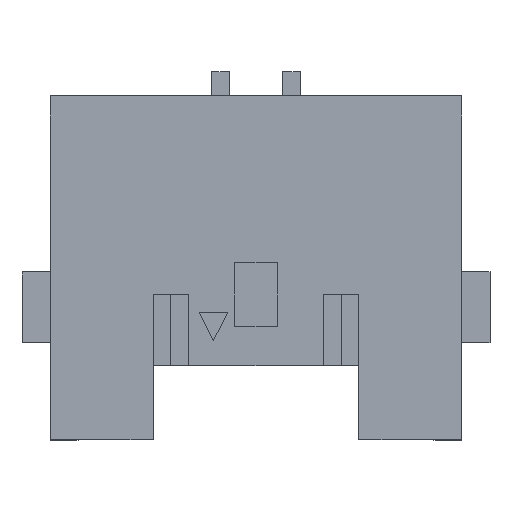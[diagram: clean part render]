
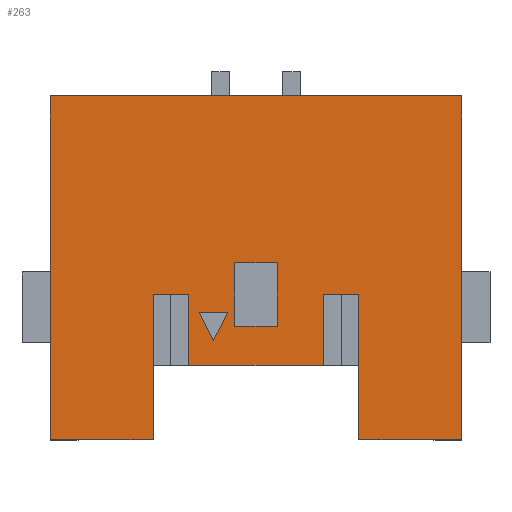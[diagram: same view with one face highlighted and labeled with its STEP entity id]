
A CAD part, top view. The second image highlights one B-rep face of the part: STEP entity #263.
In plain terms, the highlighted planar face has unit normal (0, 0, 1).
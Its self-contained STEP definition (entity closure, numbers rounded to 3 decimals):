
#263=ADVANCED_FACE('',(#563,#564,#565),#429,.T.);
#429=PLANE('',#3455);
#563=FACE_BOUND('',#592,.T.);
#564=FACE_BOUND('',#593,.T.);
#565=FACE_BOUND('',#594,.T.);
#592=EDGE_LOOP('',(#882,#883,#884));
#593=EDGE_LOOP('',(#885,#886,#887,#888));
#594=EDGE_LOOP('',(#889,#890,#891,#892,#893,#894,#895,#896,#897,#898,#899,
#900));
#882=ORIENTED_EDGE('',*,*,#2157,.F.);
#883=ORIENTED_EDGE('',*,*,#2158,.F.);
#884=ORIENTED_EDGE('',*,*,#2159,.F.);
#885=ORIENTED_EDGE('',*,*,#2160,.F.);
#886=ORIENTED_EDGE('',*,*,#2161,.F.);
#887=ORIENTED_EDGE('',*,*,#2162,.F.);
#888=ORIENTED_EDGE('',*,*,#2163,.F.);
#889=ORIENTED_EDGE('',*,*,#2164,.F.);
#890=ORIENTED_EDGE('',*,*,#2165,.F.);
#891=ORIENTED_EDGE('',*,*,#2166,.F.);
#892=ORIENTED_EDGE('',*,*,#2167,.F.);
#893=ORIENTED_EDGE('',*,*,#2168,.F.);
#894=ORIENTED_EDGE('',*,*,#2169,.F.);
#895=ORIENTED_EDGE('',*,*,#2170,.F.);
#896=ORIENTED_EDGE('',*,*,#2132,.F.);
#897=ORIENTED_EDGE('',*,*,#2122,.F.);
#898=ORIENTED_EDGE('',*,*,#2171,.T.);
#899=ORIENTED_EDGE('',*,*,#2114,.T.);
#900=ORIENTED_EDGE('',*,*,#2127,.F.);
#1785=VERTEX_POINT('',#4644);
#1786=VERTEX_POINT('',#4646);
#1789=VERTEX_POINT('',#4653);
#1793=VERTEX_POINT('',#4661);
#1797=VERTEX_POINT('',#4671);
#1800=VERTEX_POINT('',#4681);
#1821=VERTEX_POINT('',#4730);
#1822=VERTEX_POINT('',#4731);
#1823=VERTEX_POINT('',#4733);
#1824=VERTEX_POINT('',#4736);
#1825=VERTEX_POINT('',#4737);
#1826=VERTEX_POINT('',#4739);
#1827=VERTEX_POINT('',#4741);
#1828=VERTEX_POINT('',#4744);
#1829=VERTEX_POINT('',#4746);
#1830=VERTEX_POINT('',#4748);
#1831=VERTEX_POINT('',#4750);
#1832=VERTEX_POINT('',#4752);
#1833=VERTEX_POINT('',#4754);
#2114=EDGE_CURVE('',#1786,#1785,#2601,.T.);
#2122=EDGE_CURVE('',#1793,#1789,#2609,.T.);
#2127=EDGE_CURVE('',#1797,#1785,#2614,.T.);
#2132=EDGE_CURVE('',#1789,#1800,#2619,.T.);
#2157=EDGE_CURVE('',#1821,#1822,#2644,.T.);
#2158=EDGE_CURVE('',#1823,#1821,#2645,.T.);
#2159=EDGE_CURVE('',#1822,#1823,#2646,.T.);
#2160=EDGE_CURVE('',#1824,#1825,#2647,.T.);
#2161=EDGE_CURVE('',#1826,#1824,#2648,.T.);
#2162=EDGE_CURVE('',#1827,#1826,#2649,.T.);
#2163=EDGE_CURVE('',#1825,#1827,#2650,.T.);
#2164=EDGE_CURVE('',#1828,#1797,#2651,.T.);
#2165=EDGE_CURVE('',#1829,#1828,#2652,.T.);
#2166=EDGE_CURVE('',#1830,#1829,#2653,.T.);
#2167=EDGE_CURVE('',#1831,#1830,#2654,.T.);
#2168=EDGE_CURVE('',#1832,#1831,#2655,.T.);
#2169=EDGE_CURVE('',#1833,#1832,#2656,.T.);
#2170=EDGE_CURVE('',#1800,#1833,#2657,.T.);
#2171=EDGE_CURVE('',#1793,#1786,#2658,.T.);
#2601=LINE('',#4645,#3056);
#2609=LINE('',#4662,#3064);
#2614=LINE('',#4672,#3069);
#2619=LINE('',#4680,#3074);
#2644=LINE('',#4729,#3099);
#2645=LINE('',#4732,#3100);
#2646=LINE('',#4734,#3101);
#2647=LINE('',#4735,#3102);
#2648=LINE('',#4738,#3103);
#2649=LINE('',#4740,#3104);
#2650=LINE('',#4742,#3105);
#2651=LINE('',#4743,#3106);
#2652=LINE('',#4745,#3107);
#2653=LINE('',#4747,#3108);
#2654=LINE('',#4749,#3109);
#2655=LINE('',#4751,#3110);
#2656=LINE('',#4753,#3111);
#2657=LINE('',#4755,#3112);
#2658=LINE('',#4756,#3113);
#3056=VECTOR('',#3738,1.);
#3064=VECTOR('',#3748,1.);
#3069=VECTOR('',#3755,1.);
#3074=VECTOR('',#3762,1.);
#3099=VECTOR('',#3793,1.);
#3100=VECTOR('',#3794,1.);
#3101=VECTOR('',#3795,1.);
#3102=VECTOR('',#3796,1.);
#3103=VECTOR('',#3797,1.);
#3104=VECTOR('',#3798,1.);
#3105=VECTOR('',#3799,1.);
#3106=VECTOR('',#3800,1.);
#3107=VECTOR('',#3801,1.);
#3108=VECTOR('',#3802,1.);
#3109=VECTOR('',#3803,1.);
#3110=VECTOR('',#3804,1.);
#3111=VECTOR('',#3805,1.);
#3112=VECTOR('',#3806,1.);
#3113=VECTOR('',#3807,1.);
#3455=AXIS2_PLACEMENT_3D('',#4757,#3808,#3809);
#3738=DIRECTION('',(0.,-1.,0.));
#3748=DIRECTION('',(0.,-1.,0.));
#3755=DIRECTION('',(-1.,0.,0.));
#3762=DIRECTION('',(-1.,0.,0.));
#3793=DIRECTION('',(0.447,-0.894,0.));
#3794=DIRECTION('',(-1.,0.,0.));
#3795=DIRECTION('',(0.447,0.894,0.));
#3796=DIRECTION('',(0.,-1.,0.));
#3797=DIRECTION('',(-1.,0.,0.));
#3798=DIRECTION('',(0.,1.,0.));
#3799=DIRECTION('',(1.,0.,0.));
#3800=DIRECTION('',(0.,-1.,0.));
#3801=DIRECTION('',(-1.,0.,0.));
#3802=DIRECTION('',(0.,1.,0.));
#3803=DIRECTION('',(-1.,0.,0.));
#3804=DIRECTION('',(0.,-1.,0.));
#3805=DIRECTION('',(-1.,0.,0.));
#3806=DIRECTION('',(0.,1.,0.));
#3807=DIRECTION('',(-1.,0.,0.));
#3808=DIRECTION('',(0.,0.,1.));
#3809=DIRECTION('',(1.,0.,0.));
#4644=CARTESIAN_POINT('',(-3.4,2.05,1.42));
#4645=CARTESIAN_POINT('',(-3.4,6.9,1.42));
#4646=CARTESIAN_POINT('',(-3.4,6.9,1.42));
#4653=CARTESIAN_POINT('',(2.4,2.05,1.42));
#4661=CARTESIAN_POINT('',(2.4,6.9,1.42));
#4662=CARTESIAN_POINT('',(2.4,6.9,1.42));
#4671=CARTESIAN_POINT('',(-1.95,2.05,1.42));
#4672=CARTESIAN_POINT('',(2.4,2.05,1.42));
#4680=CARTESIAN_POINT('',(2.4,2.05,1.42));
#4681=CARTESIAN_POINT('',(0.95,2.05,1.42));
#4729=CARTESIAN_POINT('',(-1.3,3.85,1.42));
#4730=CARTESIAN_POINT('',(-1.3,3.85,1.42));
#4731=CARTESIAN_POINT('',(-1.1,3.45,1.42));
#4732=CARTESIAN_POINT('',(-0.9,3.85,1.42));
#4733=CARTESIAN_POINT('',(-0.9,3.85,1.42));
#4734=CARTESIAN_POINT('',(-1.1,3.45,1.42));
#4735=CARTESIAN_POINT('',(-0.8,4.55,1.42));
#4736=CARTESIAN_POINT('',(-0.8,4.55,1.42));
#4737=CARTESIAN_POINT('',(-0.8,3.65,1.42));
#4738=CARTESIAN_POINT('',(-0.2,4.55,1.42));
#4739=CARTESIAN_POINT('',(-0.2,4.55,1.42));
#4740=CARTESIAN_POINT('',(-0.2,3.65,1.42));
#4741=CARTESIAN_POINT('',(-0.2,3.65,1.42));
#4742=CARTESIAN_POINT('',(-0.8,3.65,1.42));
#4743=CARTESIAN_POINT('',(-1.95,4.1,1.42));
#4744=CARTESIAN_POINT('',(-1.95,4.1,1.42));
#4745=CARTESIAN_POINT('',(-1.45,4.1,1.42));
#4746=CARTESIAN_POINT('',(-1.45,4.1,1.42));
#4747=CARTESIAN_POINT('',(-1.45,3.1,1.42));
#4748=CARTESIAN_POINT('',(-1.45,3.1,1.42));
#4749=CARTESIAN_POINT('',(0.45,3.1,1.42));
#4750=CARTESIAN_POINT('',(0.45,3.1,1.42));
#4751=CARTESIAN_POINT('',(0.45,4.1,1.42));
#4752=CARTESIAN_POINT('',(0.45,4.1,1.42));
#4753=CARTESIAN_POINT('',(0.95,4.1,1.42));
#4754=CARTESIAN_POINT('',(0.95,4.1,1.42));
#4755=CARTESIAN_POINT('',(0.95,2.05,1.42));
#4756=CARTESIAN_POINT('',(2.4,6.9,1.42));
#4757=CARTESIAN_POINT('',(2.4,6.9,1.42));
